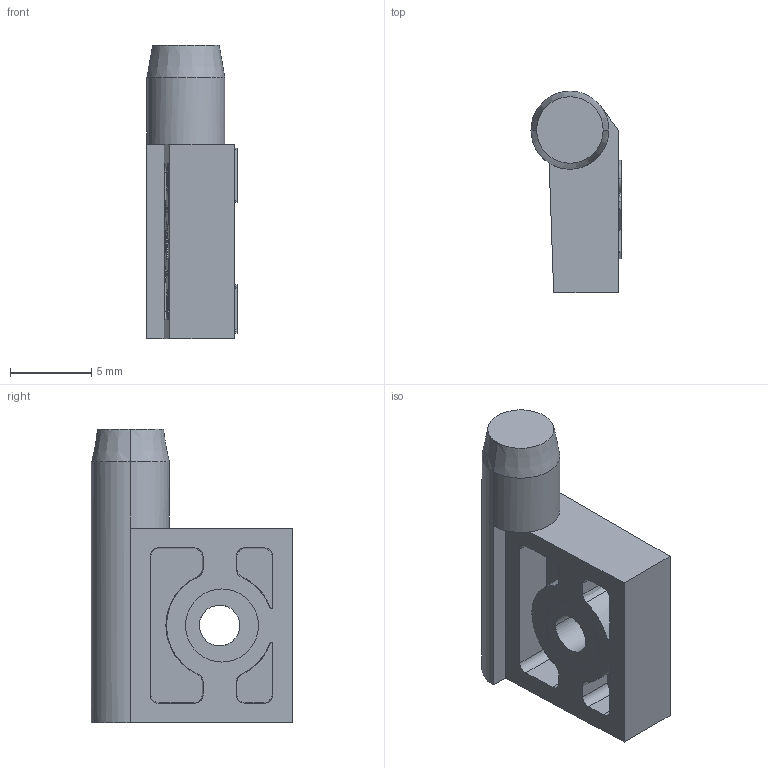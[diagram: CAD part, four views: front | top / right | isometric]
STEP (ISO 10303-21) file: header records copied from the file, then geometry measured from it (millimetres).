
FILE_DESCRIPTION (( 'STEP AP214' ), '1' );
FILE_NAME ('JXHSV06-04003-d motherboard box lower hinge.step', '2023-06-08T06:46:57', ( '微软用户' ), ( '微软中国' ), 'SwSTEP 2.0', 'SolidWorks 2020', '' );
FILE_SCHEMA (( 'AUTOMOTIVE_DESIGN' ));
Length unit declared in the file: millimetre
Products named in the file (1): JXHSV06-04003-d motherboard box lower hinge
Bounding box: 5.55 x 12.4 x 18.1 mm (x, y, z)
Volume: 631.8 mm3; surface area: 716.1 mm2
Topology: 1 solids, 1 shells, 98 faces, 261 edges, 174 vertices
Faces by surface type: plane 55, bspline 26, cylinder 12, cone 5
Entity records: 4278 total; most frequent: CARTESIAN_POINT 2005, ORIENTED_EDGE 522, DIRECTION 337, EDGE_CURVE 261, VERTEX_POINT 174, LINE 161, VECTOR 161, EDGE_LOOP 109
